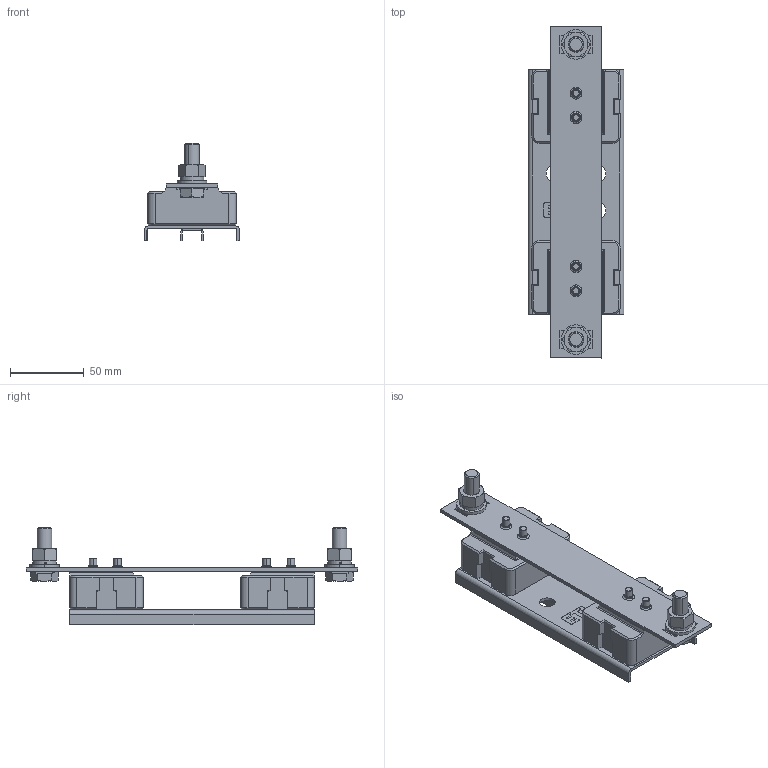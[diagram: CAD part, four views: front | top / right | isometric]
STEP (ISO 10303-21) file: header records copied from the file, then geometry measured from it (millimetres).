
FILE_DESCRIPTION((''),'2;1');
FILE_NAME('004123100_PK1_M10-M10_1P_S_ASM','2023-10-24T12:13:43',('klemen.sitar'),('Audax d.o.o.'),'CREO PARAMETRIC BY PTC INC, 2021304','CREO PARAMETRIC BY PTC INC, 2021304','');
FILE_SCHEMA(('AP242_MANAGED_MODEL_BASED_3D_ENGINEERING_MIM_LF { 1 0 10303 442 1 1 4 }'));
Length unit declared in the file: millimetre
Products named in the file (20): 0000032607_1_1_2_3_4_1_1_1_1__1; 0000032604_1_1_2_3_4_1_1_1_1__1; 0000032603_1_1_2_3_4_1_1_1_1__1; 0000032605_1_1_2_3_4_1_1_1_1__1; M10_TOP_ASM_1_ASM_1_ASM_1_ASM; TOP_1_ASM_1_ASM_1_1_ASM_1_ASM; M10_BOT_ASM_1_ASM_1_1_ASM_1_ASM; BOT_1_ASM_1_ASM_1_1_ASM_1_ASM; COMBO_ASM_1_ASM_1_1_ASM_1_ASM; 0000032892_AF0_1_1_1_1_1; 0000038658_1_1_1_1_1; 0000038453_1_1_1_1_1; 0000032606_1_1_2_1_1_1; BASE_1_1_1_1; PRT0003_1_1_1; PRT0003_1_2_1; PRT0003_1_3_1; PRT0003_1_ASM_1_ASM; 004123200_PK2_M10-M10_1P_S_AS_1_ASM; 004123100_PK1_M10-M10_1P_S_ASM
Assembly tree (27 placements, depth 5):
  004123100_PK1_M10-M10_1P_S_ASM
    COMBO_ASM_1_ASM_1_1_ASM_1_ASM
      TOP_1_ASM_1_ASM_1_1_ASM_1_ASM
        M10_TOP_ASM_1_ASM_1_ASM_1_ASM
          0000032607_1_1_2_3_4_1_1_1_1__1
          0000032604_1_1_2_3_4_1_1_1_1__1
          0000032603_1_1_2_3_4_1_1_1_1__1
          0000032605_1_1_2_3_4_1_1_1_1__1
      BOT_1_ASM_1_ASM_1_1_ASM_1_ASM
        M10_BOT_ASM_1_ASM_1_1_ASM_1_ASM
          0000032607_1_1_2_3_4_1_1_1_1__1
          0000032604_1_1_2_3_4_1_1_1_1__1
          0000032603_1_1_2_3_4_1_1_1_1__1
          0000032605_1_1_2_3_4_1_1_1_1__1
    004123200_PK2_M10-M10_1P_S_AS_1_ASM
      0000032892_AF0_1_1_1_1_1
      0000038658_1_1_1_1_1  x2
      0000038453_1_1_1_1_1
      0000032606_1_1_2_1_1_1  x4
      BASE_1_1_1_1
      PRT0003_1_ASM_1_ASM
        PRT0003_1_1_1
        PRT0003_1_2_1
        PRT0003_1_3_1
Bounding box: 65.02 x 225 x 66 mm (x, y, z)
Volume: 199336.1 mm3; surface area: 83903 mm2
Topology: 20 solids, 34 shells, 597 faces, 1480 edges, 960 vertices
Faces by surface type: plane 371, cylinder 126, cone 72, torus 28
Entity records: 18441 total; most frequent: CARTESIAN_POINT 2478, DIRECTION 2120, ORIENTED_EDGE 1896, EDGE_CURVE 964, PRESENTATION_STYLE_ASSIGNMENT 861, STYLED_ITEM 861, AXIS2_PLACEMENT_3D 744, VECTOR 632
